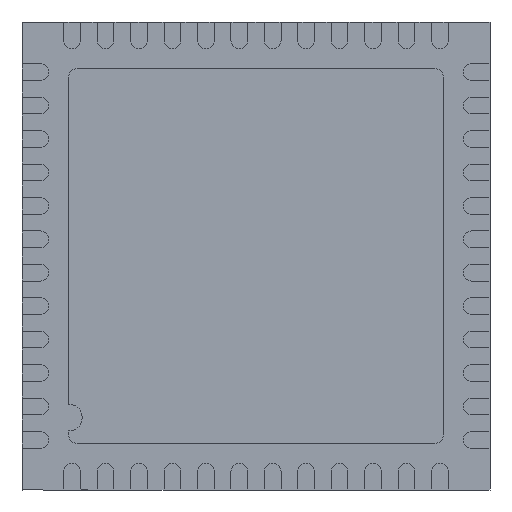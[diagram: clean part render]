
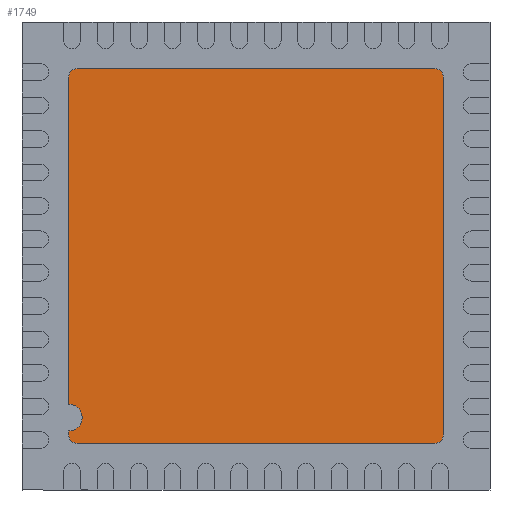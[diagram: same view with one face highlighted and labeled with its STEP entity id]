
A CAD part, front view. The second image highlights one B-rep face of the part: STEP entity #1749.
In plain terms, the highlighted planar face has unit normal (0, -1, 0).
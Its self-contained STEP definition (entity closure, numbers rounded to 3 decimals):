
#112 = CARTESIAN_POINT ( 'NONE',  ( -2.8, 0.05, -2.217 ) ) ;
#141 = CARTESIAN_POINT ( 'NONE',  ( -2.675, 0.05, -2.8 ) ) ;
#504 = VECTOR ( 'NONE', #5100, 1000. ) ;
#898 = VECTOR ( 'NONE', #6045, 1000. ) ;
#1011 = CARTESIAN_POINT ( 'NONE',  ( 2.675, 0.05, 2.8 ) ) ;
#1150 = CARTESIAN_POINT ( 'NONE',  ( 0., 0.05, 0. ) ) ;
#1403 = VERTEX_POINT ( 'NONE', #14066 ) ;
#1749 = ADVANCED_FACE ( 'NONE', ( #2642 ), #3811, .F. ) ;
#1839 = VERTEX_POINT ( 'NONE', #5441 ) ;
#1949 = ORIENTED_EDGE ( 'NONE', *, *, #3085, .T. ) ;
#2015 = ORIENTED_EDGE ( 'NONE', *, *, #4374, .T. ) ;
#2237 = DIRECTION ( 'NONE',  ( 0., 0., 1. ) ) ;
#2286 = CIRCLE ( 'NONE', #5978, 0.2 ) ;
#2404 = ORIENTED_EDGE ( 'NONE', *, *, #5374, .T. ) ;
#2488 = AXIS2_PLACEMENT_3D ( 'NONE', #3145, #6681, #14564 ) ;
#2511 = AXIS2_PLACEMENT_3D ( 'NONE', #14833, #9760, #2237 ) ;
#2642 = FACE_OUTER_BOUND ( 'NONE', #14546, .T. ) ;
#2729 = ORIENTED_EDGE ( 'NONE', *, *, #14647, .T. ) ;
#3085 = EDGE_CURVE ( 'NONE', #12672, #1839, #16271, .T. ) ;
#3145 = CARTESIAN_POINT ( 'NONE',  ( 2.675, 0.05, -2.675 ) ) ;
#3382 = VERTEX_POINT ( 'NONE', #8528 ) ;
#3552 = CIRCLE ( 'NONE', #2488, 0.125 ) ;
#3791 = CARTESIAN_POINT ( 'NONE',  ( -2.8, 0.05, 2.675 ) ) ;
#3811 = PLANE ( 'NONE',  #13161 ) ;
#3893 = VECTOR ( 'NONE', #14053, 1000. ) ;
#4280 = CARTESIAN_POINT ( 'NONE',  ( -2.8, 0.05, -2.617 ) ) ;
#4344 = EDGE_CURVE ( 'NONE', #7477, #5179, #5767, .T. ) ;
#4374 = EDGE_CURVE ( 'NONE', #3382, #5327, #12122, .T. ) ;
#4688 = CARTESIAN_POINT ( 'NONE',  ( -2.675, 0.05, 2.675 ) ) ;
#4924 = DIRECTION ( 'NONE',  ( 0., -1., 0. ) ) ;
#5025 = VECTOR ( 'NONE', #10949, 1000. ) ;
#5029 = CARTESIAN_POINT ( 'NONE',  ( -2.675, 0.05, 2.8 ) ) ;
#5071 = VERTEX_POINT ( 'NONE', #5029 ) ;
#5100 = DIRECTION ( 'NONE',  ( 0., 0., -1. ) ) ;
#5125 = CARTESIAN_POINT ( 'NONE',  ( 2.8, 0.05, 2.675 ) ) ;
#5179 = VERTEX_POINT ( 'NONE', #112 ) ;
#5327 = VERTEX_POINT ( 'NONE', #5125 ) ;
#5374 = EDGE_CURVE ( 'NONE', #1403, #9931, #8901, .T. ) ;
#5441 = CARTESIAN_POINT ( 'NONE',  ( -2.8, 0.05, -2.675 ) ) ;
#5493 = EDGE_CURVE ( 'NONE', #12672, #5179, #2286, .T. ) ;
#5767 = LINE ( 'NONE', #15866, #14802 ) ;
#5892 = DIRECTION ( 'NONE',  ( 0., -1., 0. ) ) ;
#5978 = AXIS2_PLACEMENT_3D ( 'NONE', #14232, #16376, #14560 ) ;
#6045 = DIRECTION ( 'NONE',  ( -1., 0., 0. ) ) ;
#6185 = DIRECTION ( 'NONE',  ( 0., 1., 0. ) ) ;
#6499 = CARTESIAN_POINT ( 'NONE',  ( -2.8, 0.05, 2.675 ) ) ;
#6681 = DIRECTION ( 'NONE',  ( 0., -1., 0. ) ) ;
#6782 = ORIENTED_EDGE ( 'NONE', *, *, #5493, .F. ) ;
#7477 = VERTEX_POINT ( 'NONE', #6499 ) ;
#7536 = LINE ( 'NONE', #1011, #898 ) ;
#7719 = EDGE_CURVE ( 'NONE', #1839, #1403, #7800, .T. ) ;
#7800 = CIRCLE ( 'NONE', #2511, 0.125 ) ;
#7818 = CARTESIAN_POINT ( 'NONE',  ( 2.675, 0.05, 2.8 ) ) ;
#8053 = ORIENTED_EDGE ( 'NONE', *, *, #15918, .T. ) ;
#8528 = CARTESIAN_POINT ( 'NONE',  ( 2.8, 0.05, -2.675 ) ) ;
#8801 = DIRECTION ( 'NONE',  ( 0., 0., 1. ) ) ;
#8820 = AXIS2_PLACEMENT_3D ( 'NONE', #4688, #5892, #11009 ) ;
#8901 = LINE ( 'NONE', #141, #3893 ) ;
#9265 = ORIENTED_EDGE ( 'NONE', *, *, #7719, .T. ) ;
#9599 = EDGE_CURVE ( 'NONE', #15878, #5071, #7536, .T. ) ;
#9760 = DIRECTION ( 'NONE',  ( 0., -1., 0. ) ) ;
#9931 = VERTEX_POINT ( 'NONE', #9976 ) ;
#9976 = CARTESIAN_POINT ( 'NONE',  ( 2.675, 0.05, -2.8 ) ) ;
#10607 = EDGE_CURVE ( 'NONE', #5327, #15878, #14673, .T. ) ;
#10703 = CARTESIAN_POINT ( 'NONE',  ( 2.8, 0.05, -2.675 ) ) ;
#10949 = DIRECTION ( 'NONE',  ( 0., 0., 1. ) ) ;
#11009 = DIRECTION ( 'NONE',  ( 0., 0., 1. ) ) ;
#12097 = ORIENTED_EDGE ( 'NONE', *, *, #4344, .T. ) ;
#12122 = LINE ( 'NONE', #10703, #5025 ) ;
#12548 = CIRCLE ( 'NONE', #8820, 0.125 ) ;
#12605 = DIRECTION ( 'NONE',  ( 0., 0., 1. ) ) ;
#12672 = VERTEX_POINT ( 'NONE', #4280 ) ;
#13161 = AXIS2_PLACEMENT_3D ( 'NONE', #1150, #6185, #8801 ) ;
#13326 = AXIS2_PLACEMENT_3D ( 'NONE', #16154, #4924, #12605 ) ;
#13520 = DIRECTION ( 'NONE',  ( 0., 0., -1. ) ) ;
#13876 = ORIENTED_EDGE ( 'NONE', *, *, #10607, .T. ) ;
#14053 = DIRECTION ( 'NONE',  ( 1., 0., 0. ) ) ;
#14066 = CARTESIAN_POINT ( 'NONE',  ( -2.675, 0.05, -2.8 ) ) ;
#14232 = CARTESIAN_POINT ( 'NONE',  ( -2.8, 0.05, -2.417 ) ) ;
#14546 = EDGE_LOOP ( 'NONE', ( #12097, #6782, #1949, #9265, #2404, #2729, #2015, #13876, #14812, #8053 ) ) ;
#14560 = DIRECTION ( 'NONE',  ( 0., 0., -1. ) ) ;
#14564 = DIRECTION ( 'NONE',  ( 0., 0., 1. ) ) ;
#14647 = EDGE_CURVE ( 'NONE', #9931, #3382, #3552, .T. ) ;
#14673 = CIRCLE ( 'NONE', #13326, 0.125 ) ;
#14802 = VECTOR ( 'NONE', #13520, 1000. ) ;
#14812 = ORIENTED_EDGE ( 'NONE', *, *, #9599, .T. ) ;
#14833 = CARTESIAN_POINT ( 'NONE',  ( -2.675, 0.05, -2.675 ) ) ;
#15866 = CARTESIAN_POINT ( 'NONE',  ( -2.8, 0.05, 2.675 ) ) ;
#15878 = VERTEX_POINT ( 'NONE', #7818 ) ;
#15918 = EDGE_CURVE ( 'NONE', #5071, #7477, #12548, .T. ) ;
#16154 = CARTESIAN_POINT ( 'NONE',  ( 2.675, 0.05, 2.675 ) ) ;
#16271 = LINE ( 'NONE', #3791, #504 ) ;
#16376 = DIRECTION ( 'NONE',  ( 0., -1., 0. ) ) ;
